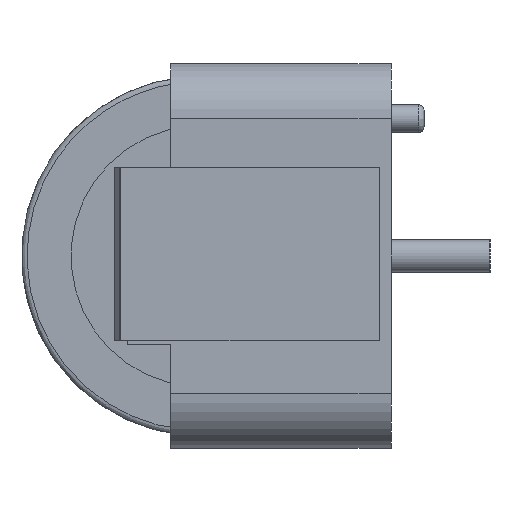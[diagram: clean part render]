
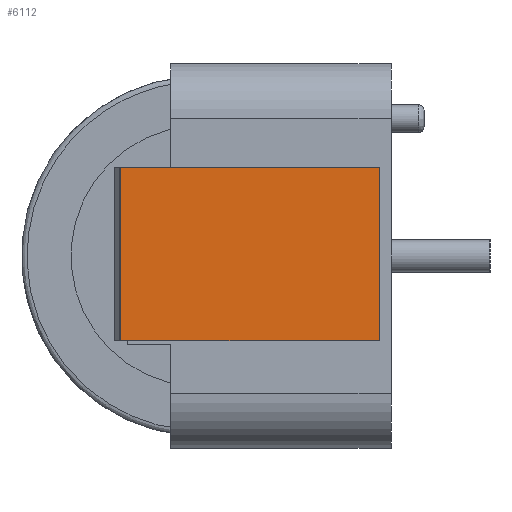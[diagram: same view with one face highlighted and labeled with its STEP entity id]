
A CAD part, left-side view. The second image highlights one B-rep face of the part: STEP entity #6112.
In plain terms, the highlighted planar face has unit normal (-1, 0, 0).
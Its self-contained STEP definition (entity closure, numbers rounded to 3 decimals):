
#5200 = PLANE('',#5201);
#5201 = AXIS2_PLACEMENT_3D('',#5202,#5203,#5204);
#5202 = CARTESIAN_POINT('',(2.041,18.831,
    37.192));
#5203 = DIRECTION('',(0.,0.,1.));
#5204 = DIRECTION('',(1.,0.,0.));
#5304 = PLANE('',#5305);
#5305 = AXIS2_PLACEMENT_3D('',#5306,#5307,#5308);
#5306 = CARTESIAN_POINT('',(2.041,18.831,
    29.192));
#5307 = DIRECTION('',(0.,0.,1.));
#5308 = DIRECTION('',(1.,0.,0.));
#5372 = VERTEX_POINT('',#5373);
#5373 = CARTESIAN_POINT('',(-2.382,28.289,
    37.192));
#5387 = PLANE('',#5388);
#5388 = AXIS2_PLACEMENT_3D('',#5389,#5390,#5391);
#5389 = CARTESIAN_POINT('',(-2.382,28.289,
    29.192));
#5390 = DIRECTION('',(0.006,-1.,
    0.));
#5391 = DIRECTION('',(-1.,-0.006,
    0.));
#5399 = EDGE_CURVE('',#5372,#5400,#5402,.T.);
#5400 = VERTEX_POINT('',#5401);
#5401 = CARTESIAN_POINT('',(-2.382,16.323,
    37.192));
#5402 = SURFACE_CURVE('',#5403,(#5407,#5414),.PCURVE_S1.);
#5403 = LINE('',#5404,#5405);
#5404 = CARTESIAN_POINT('',(-2.382,18.831,
    37.192));
#5405 = VECTOR('',#5406,1.);
#5406 = DIRECTION('',(0.,-1.,0.));
#5407 = PCURVE('',#5200,#5408);
#5408 = DEFINITIONAL_REPRESENTATION('',(#5409),#5413);
#5409 = LINE('',#5410,#5411);
#5410 = CARTESIAN_POINT('',(-4.424,0.));
#5411 = VECTOR('',#5412,1.);
#5412 = DIRECTION('',(0.,-1.));
#5413 = ( GEOMETRIC_REPRESENTATION_CONTEXT(2) 
PARAMETRIC_REPRESENTATION_CONTEXT() REPRESENTATION_CONTEXT('2D SPACE',''
  ) );
#5414 = PCURVE('',#5415,#5420);
#5415 = PLANE('',#5416);
#5416 = AXIS2_PLACEMENT_3D('',#5417,#5418,#5419);
#5417 = CARTESIAN_POINT('',(-2.382,16.323,
    29.192));
#5418 = DIRECTION('',(1.,0.,0.));
#5419 = DIRECTION('',(0.,-1.,0.));
#5420 = DEFINITIONAL_REPRESENTATION('',(#5421),#5425);
#5421 = LINE('',#5422,#5423);
#5422 = CARTESIAN_POINT('',(-2.508,-8.));
#5423 = VECTOR('',#5424,1.);
#5424 = DIRECTION('',(1.,0.));
#5425 = ( GEOMETRIC_REPRESENTATION_CONTEXT(2) 
PARAMETRIC_REPRESENTATION_CONTEXT() REPRESENTATION_CONTEXT('2D SPACE',''
  ) );
#5443 = PLANE('',#5444);
#5444 = AXIS2_PLACEMENT_3D('',#5445,#5446,#5447);
#5445 = CARTESIAN_POINT('',(-2.082,16.323,
    29.192));
#5446 = DIRECTION('',(0.,1.,0.));
#5447 = DIRECTION('',(1.,0.,0.));
#5786 = EDGE_CURVE('',#5787,#5789,#5791,.T.);
#5787 = VERTEX_POINT('',#5788);
#5788 = CARTESIAN_POINT('',(-2.382,28.289,
    29.192));
#5789 = VERTEX_POINT('',#5790);
#5790 = CARTESIAN_POINT('',(-2.382,16.323,
    29.192));
#5791 = SURFACE_CURVE('',#5792,(#5796,#5803),.PCURVE_S1.);
#5792 = LINE('',#5793,#5794);
#5793 = CARTESIAN_POINT('',(-2.382,18.831,
    29.192));
#5794 = VECTOR('',#5795,1.);
#5795 = DIRECTION('',(0.,-1.,0.));
#5796 = PCURVE('',#5304,#5797);
#5797 = DEFINITIONAL_REPRESENTATION('',(#5798),#5802);
#5798 = LINE('',#5799,#5800);
#5799 = CARTESIAN_POINT('',(-4.424,0.));
#5800 = VECTOR('',#5801,1.);
#5801 = DIRECTION('',(0.,-1.));
#5802 = ( GEOMETRIC_REPRESENTATION_CONTEXT(2) 
PARAMETRIC_REPRESENTATION_CONTEXT() REPRESENTATION_CONTEXT('2D SPACE',''
  ) );
#5803 = PCURVE('',#5415,#5804);
#5804 = DEFINITIONAL_REPRESENTATION('',(#5805),#5809);
#5805 = LINE('',#5806,#5807);
#5806 = CARTESIAN_POINT('',(-2.508,0.));
#5807 = VECTOR('',#5808,1.);
#5808 = DIRECTION('',(1.,0.));
#5809 = ( GEOMETRIC_REPRESENTATION_CONTEXT(2) 
PARAMETRIC_REPRESENTATION_CONTEXT() REPRESENTATION_CONTEXT('2D SPACE',''
  ) );
#6112 = ADVANCED_FACE('',(#6113),#5415,.F.);
#6113 = FACE_BOUND('',#6114,.T.);
#6114 = EDGE_LOOP('',(#6115,#6136,#6137,#6158));
#6115 = ORIENTED_EDGE('',*,*,#6116,.F.);
#6116 = EDGE_CURVE('',#5787,#5372,#6117,.T.);
#6117 = SURFACE_CURVE('',#6118,(#6122,#6129),.PCURVE_S1.);
#6118 = LINE('',#6119,#6120);
#6119 = CARTESIAN_POINT('',(-2.382,28.289,
    29.192));
#6120 = VECTOR('',#6121,1.);
#6121 = DIRECTION('',(0.,0.,1.));
#6122 = PCURVE('',#5415,#6123);
#6123 = DEFINITIONAL_REPRESENTATION('',(#6124),#6128);
#6124 = LINE('',#6125,#6126);
#6125 = CARTESIAN_POINT('',(-11.966,0.));
#6126 = VECTOR('',#6127,1.);
#6127 = DIRECTION('',(0.,-1.));
#6128 = ( GEOMETRIC_REPRESENTATION_CONTEXT(2) 
PARAMETRIC_REPRESENTATION_CONTEXT() REPRESENTATION_CONTEXT('2D SPACE',''
  ) );
#6129 = PCURVE('',#5387,#6130);
#6130 = DEFINITIONAL_REPRESENTATION('',(#6131),#6135);
#6131 = LINE('',#6132,#6133);
#6132 = CARTESIAN_POINT('',(0.,0.));
#6133 = VECTOR('',#6134,1.);
#6134 = DIRECTION('',(0.,-1.));
#6135 = ( GEOMETRIC_REPRESENTATION_CONTEXT(2) 
PARAMETRIC_REPRESENTATION_CONTEXT() REPRESENTATION_CONTEXT('2D SPACE',''
  ) );
#6136 = ORIENTED_EDGE('',*,*,#5786,.T.);
#6137 = ORIENTED_EDGE('',*,*,#6138,.F.);
#6138 = EDGE_CURVE('',#5400,#5789,#6139,.T.);
#6139 = SURFACE_CURVE('',#6140,(#6144,#6151),.PCURVE_S1.);
#6140 = LINE('',#6141,#6142);
#6141 = CARTESIAN_POINT('',(-2.382,16.323,
    29.192));
#6142 = VECTOR('',#6143,1.);
#6143 = DIRECTION('',(0.,0.,-1.));
#6144 = PCURVE('',#5415,#6145);
#6145 = DEFINITIONAL_REPRESENTATION('',(#6146),#6150);
#6146 = LINE('',#6147,#6148);
#6147 = CARTESIAN_POINT('',(0.,0.));
#6148 = VECTOR('',#6149,1.);
#6149 = DIRECTION('',(0.,1.));
#6150 = ( GEOMETRIC_REPRESENTATION_CONTEXT(2) 
PARAMETRIC_REPRESENTATION_CONTEXT() REPRESENTATION_CONTEXT('2D SPACE',''
  ) );
#6151 = PCURVE('',#5443,#6152);
#6152 = DEFINITIONAL_REPRESENTATION('',(#6153),#6157);
#6153 = LINE('',#6154,#6155);
#6154 = CARTESIAN_POINT('',(-0.3,0.));
#6155 = VECTOR('',#6156,1.);
#6156 = DIRECTION('',(0.,1.));
#6157 = ( GEOMETRIC_REPRESENTATION_CONTEXT(2) 
PARAMETRIC_REPRESENTATION_CONTEXT() REPRESENTATION_CONTEXT('2D SPACE',''
  ) );
#6158 = ORIENTED_EDGE('',*,*,#5399,.F.);
